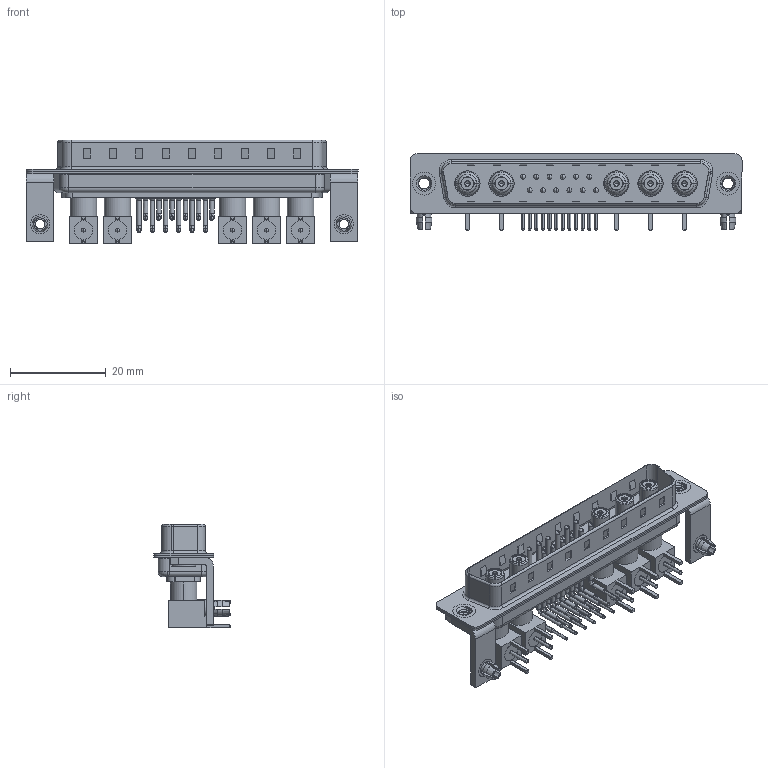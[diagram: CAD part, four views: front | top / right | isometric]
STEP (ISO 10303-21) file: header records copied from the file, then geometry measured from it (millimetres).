
FILE_DESCRIPTION (( 'STEP AP203' ), '1' );
FILE_NAME ('629-17W5240-7N3.STEP', '2022-05-14T23:53:45', ( '' ), ( '' ), 'SwSTEP 2.0', 'SolidWorks 2020', '' );
FILE_SCHEMA (( 'CONFIG_CONTROL_DESIGN' ));
Length unit declared in the file: millimetre
Products named in the file (21): Co-Ax Jack Assy_RA; Co-Ax Jack_RA PC Tail; Insulator Socket 2; RA Back Shell; Insulator Socket; 629Combo Shell Front_37 Contacts; 629-17W5240-7N3; Insulator RA Pin; 629Combo Stabilizer Bracket; 629Combo Contact Row 2; 629Combo Housing_17W5; Locking Collar; 629Combo Board Lock; 629Combo Shell Rear_37 Contacts; 629Combo Threaded Rivet_3; Socket_RA; 629Combo Contact Row 1
Assembly tree (61 placements, depth 3):
  629-17W5240-7N3
    629Combo Housing_17W5
    629Combo Shell Rear_37 Contacts
    629Combo Shell Front_37 Contacts
    629Combo Threaded Rivet_3  x2
    629Combo Stabilizer Bracket  x2
    629Combo Board Lock  x2
    Co-Ax Jack Assy_RA
      Co-Ax Jack_RA PC Tail
      Insulator Socket
      Insulator Socket 2
      Locking Collar
      Socket_RA
      RA Back Shell
      Insulator RA Pin
    Co-Ax Jack Assy_RA
      Co-Ax Jack_RA PC Tail
      Insulator Socket
      Insulator Socket 2
      Locking Collar
      Socket_RA
      RA Back Shell
      Insulator RA Pin
    Co-Ax Jack Assy_RA
      Co-Ax Jack_RA PC Tail
      Insulator Socket
      Insulator Socket 2
      Locking Collar
      Socket_RA
      RA Back Shell
      Insulator RA Pin
    Co-Ax Jack Assy_RA
      Co-Ax Jack_RA PC Tail
      Insulator Socket
      Insulator Socket 2
      Locking Collar
      Socket_RA
      RA Back Shell
      Insulator RA Pin
    Co-Ax Jack Assy_RA
      Co-Ax Jack_RA PC Tail
      Insulator Socket
      Insulator Socket 2
      Locking Collar
      Socket_RA
      RA Back Shell
      Insulator RA Pin
    629Combo Contact Row 1  x6
    629Combo Contact Row 2  x6
Bounding box: 69.4 x 16 x 21.71 mm (x, y, z)
Volume: 5594.9 mm3; surface area: 15008.1 mm2
Topology: 56 solids, 56 shells, 2624 faces, 6864 edges, 4397 vertices
Faces by surface type: plane 1324, cylinder 958, cone 169, bspline 83, torus 80, sphere 10
Entity records: 33132 total; most frequent: CARTESIAN_POINT 6699, DIRECTION 5060, ORIENTED_EDGE 4652, EDGE_CURVE 2326, AXIS2_PLACEMENT_3D 1831, VERTEX_POINT 1498, VECTOR 1398, LINE 1398
